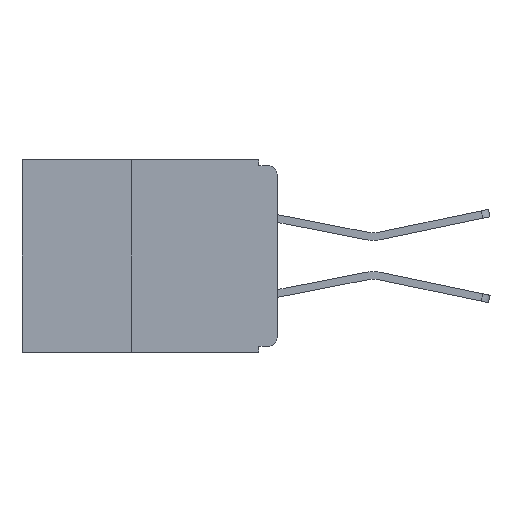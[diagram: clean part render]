
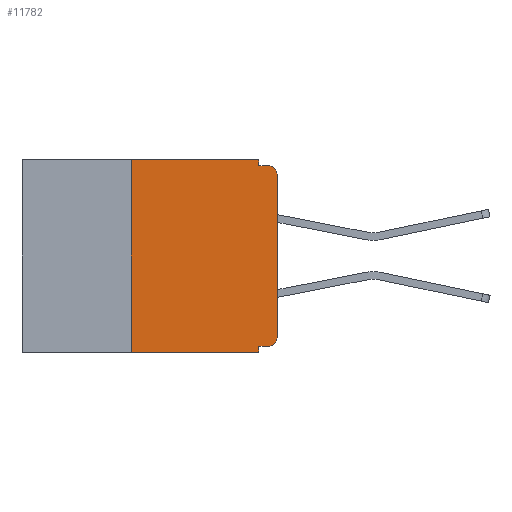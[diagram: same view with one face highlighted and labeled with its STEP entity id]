
A CAD part, left-side view. The second image highlights one B-rep face of the part: STEP entity #11782.
In plain terms, the highlighted planar face has unit normal (-1, 0, 0).
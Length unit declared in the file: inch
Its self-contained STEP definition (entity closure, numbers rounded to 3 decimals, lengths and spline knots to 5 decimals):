
#365 = LINE ( 'NONE', #8096, #12779 ) ;
#372 = ORIENTED_EDGE ( 'NONE', *, *, #10115, .T. ) ;
#381 = EDGE_LOOP ( 'NONE', ( #6047, #372, #5946, #10461, #7071, #11841, #3129, #12524, #2750, #3413 ) ) ;
#757 = CIRCLE ( 'NONE', #14354, 0.015 ) ;
#988 = VERTEX_POINT ( 'NONE', #15284 ) ;
#1020 = LINE ( 'NONE', #11608, #13418 ) ;
#1089 = CARTESIAN_POINT ( 'NONE',  ( 0., 0., -0.305 ) ) ;
#1269 = DIRECTION ( 'NONE',  ( -1., 0., 0. ) ) ;
#1818 = LINE ( 'NONE', #12203, #8282 ) ;
#1841 = EDGE_CURVE ( 'NONE', #2690, #8633, #1818, .T. ) ;
#2027 = DIRECTION ( 'NONE',  ( 0., 0., 1. ) ) ;
#2036 = DIRECTION ( 'NONE',  ( 0., 0., -1. ) ) ;
#2161 = EDGE_CURVE ( 'NONE', #9474, #9943, #13784, .T. ) ;
#2194 = DIRECTION ( 'NONE',  ( 0., 1., 0. ) ) ;
#2235 = VECTOR ( 'NONE', #12391, 39.37008 ) ;
#2257 = CARTESIAN_POINT ( 'NONE',  ( 0., 0., -0.025 ) ) ;
#2623 = AXIS2_PLACEMENT_3D ( 'NONE', #8107, #9337, #2036 ) ;
#2624 = LINE ( 'NONE', #3966, #2235 ) ;
#2690 = VERTEX_POINT ( 'NONE', #10399 ) ;
#2750 = ORIENTED_EDGE ( 'NONE', *, *, #4111, .F. ) ;
#3129 = ORIENTED_EDGE ( 'NONE', *, *, #6218, .T. ) ;
#3413 = ORIENTED_EDGE ( 'NONE', *, *, #12760, .T. ) ;
#3966 = CARTESIAN_POINT ( 'NONE',  ( 0., 0.031, 0. ) ) ;
#4111 = EDGE_CURVE ( 'NONE', #10391, #9474, #6077, .T. ) ;
#4379 = DIRECTION ( 'NONE',  ( 0., 0., 1. ) ) ;
#4534 = CARTESIAN_POINT ( 'NONE',  ( 0., 0.031, -0.33 ) ) ;
#4880 = DIRECTION ( 'NONE',  ( -1., 0., 0. ) ) ;
#4999 = DIRECTION ( 'NONE',  ( 0., -1., 0. ) ) ;
#5359 = VECTOR ( 'NONE', #7040, 39.37008 ) ;
#5695 = VECTOR ( 'NONE', #2194, 39.37008 ) ;
#5822 = EDGE_CURVE ( 'NONE', #11795, #2690, #365, .T. ) ;
#5946 = ORIENTED_EDGE ( 'NONE', *, *, #11105, .F. ) ;
#6047 = ORIENTED_EDGE ( 'NONE', *, *, #13667, .T. ) ;
#6077 = LINE ( 'NONE', #10718, #5695 ) ;
#6216 = CARTESIAN_POINT ( 'NONE',  ( 0., 0.031, -0.01 ) ) ;
#6218 = EDGE_CURVE ( 'NONE', #11795, #9943, #14245, .T. ) ;
#6884 = PLANE ( 'NONE',  #2623 ) ;
#7040 = DIRECTION ( 'NONE',  ( 0., 0., -1. ) ) ;
#7071 = ORIENTED_EDGE ( 'NONE', *, *, #1841, .F. ) ;
#7186 = CARTESIAN_POINT ( 'NONE',  ( 0., 0.031, 0. ) ) ;
#8096 = CARTESIAN_POINT ( 'NONE',  ( 0., 0.25, -0.33 ) ) ;
#8107 = CARTESIAN_POINT ( 'NONE',  ( 0., 0.437, 0. ) ) ;
#8282 = VECTOR ( 'NONE', #4999, 39.37008 ) ;
#8532 = CARTESIAN_POINT ( 'NONE',  ( 0., 0.015, -0.025 ) ) ;
#8633 = VERTEX_POINT ( 'NONE', #7186 ) ;
#8912 = VECTOR ( 'NONE', #11571, 39.37008 ) ;
#9204 = CARTESIAN_POINT ( 'NONE',  ( 0., 0., -0.01 ) ) ;
#9337 = DIRECTION ( 'NONE',  ( 1., 0., 0. ) ) ;
#9474 = VERTEX_POINT ( 'NONE', #13097 ) ;
#9734 = DIRECTION ( 'NONE',  ( 0., 0., -1. ) ) ;
#9943 = VERTEX_POINT ( 'NONE', #4534 ) ;
#10115 = EDGE_CURVE ( 'NONE', #11912, #988, #757, .T. ) ;
#10344 = CIRCLE ( 'NONE', #12994, 0.015 ) ;
#10391 = VERTEX_POINT ( 'NONE', #13785 ) ;
#10399 = CARTESIAN_POINT ( 'NONE',  ( 0., 0.25, 0. ) ) ;
#10461 = ORIENTED_EDGE ( 'NONE', *, *, #10897, .F. ) ;
#10718 = CARTESIAN_POINT ( 'NONE',  ( 0., 0., -0.32 ) ) ;
#10897 = EDGE_CURVE ( 'NONE', #8633, #12078, #2624, .T. ) ;
#11105 = EDGE_CURVE ( 'NONE', #12078, #988, #15552, .T. ) ;
#11121 = VECTOR ( 'NONE', #11226, 39.37008 ) ;
#11226 = DIRECTION ( 'NONE',  ( 0., -1., 0. ) ) ;
#11571 = DIRECTION ( 'NONE',  ( 0., -1., 0. ) ) ;
#11608 = CARTESIAN_POINT ( 'NONE',  ( 0., 0., 0. ) ) ;
#11698 = CARTESIAN_POINT ( 'NONE',  ( 0., 0.25, -0.33 ) ) ;
#11782 = ADVANCED_FACE ( 'NONE', ( #14963 ), #6884, .F. ) ;
#11795 = VERTEX_POINT ( 'NONE', #11698 ) ;
#11841 = ORIENTED_EDGE ( 'NONE', *, *, #5822, .F. ) ;
#11912 = VERTEX_POINT ( 'NONE', #2257 ) ;
#12078 = VERTEX_POINT ( 'NONE', #6216 ) ;
#12081 = CARTESIAN_POINT ( 'NONE',  ( 0., 0.015, -0.305 ) ) ;
#12203 = CARTESIAN_POINT ( 'NONE',  ( 0., 0.437, 0. ) ) ;
#12391 = DIRECTION ( 'NONE',  ( 0., 0., -1. ) ) ;
#12524 = ORIENTED_EDGE ( 'NONE', *, *, #2161, .F. ) ;
#12760 = EDGE_CURVE ( 'NONE', #10391, #14521, #10344, .T. ) ;
#12779 = VECTOR ( 'NONE', #2027, 39.37008 ) ;
#12994 = AXIS2_PLACEMENT_3D ( 'NONE', #12081, #4880, #13265 ) ;
#13097 = CARTESIAN_POINT ( 'NONE',  ( 0., 0.031, -0.32 ) ) ;
#13265 = DIRECTION ( 'NONE',  ( 0., 0., -1. ) ) ;
#13418 = VECTOR ( 'NONE', #4379, 39.37008 ) ;
#13667 = EDGE_CURVE ( 'NONE', #14521, #11912, #1020, .T. ) ;
#13784 = LINE ( 'NONE', #15360, #5359 ) ;
#13785 = CARTESIAN_POINT ( 'NONE',  ( 0., 0.015, -0.32 ) ) ;
#14245 = LINE ( 'NONE', #14709, #11121 ) ;
#14354 = AXIS2_PLACEMENT_3D ( 'NONE', #8532, #1269, #9734 ) ;
#14521 = VERTEX_POINT ( 'NONE', #1089 ) ;
#14709 = CARTESIAN_POINT ( 'NONE',  ( 0., 0.437, -0.33 ) ) ;
#14963 = FACE_OUTER_BOUND ( 'NONE', #381, .T. ) ;
#15284 = CARTESIAN_POINT ( 'NONE',  ( 0., 0.015, -0.01 ) ) ;
#15360 = CARTESIAN_POINT ( 'NONE',  ( 0., 0.031, -0.33 ) ) ;
#15552 = LINE ( 'NONE', #9204, #8912 ) ;
